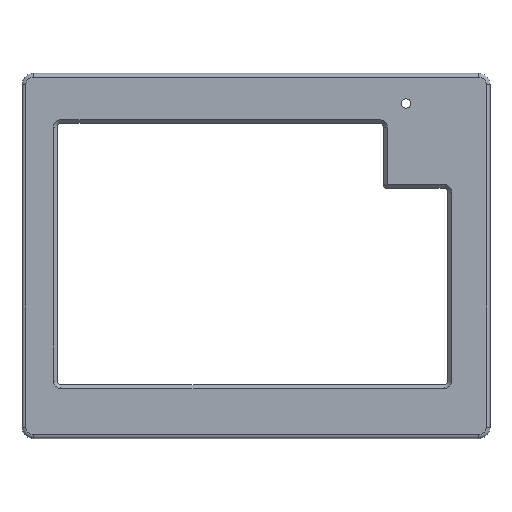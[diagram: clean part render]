
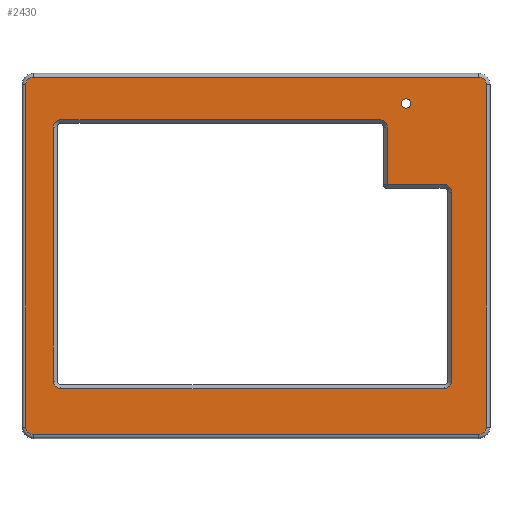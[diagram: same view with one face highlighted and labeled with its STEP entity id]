
A CAD part, top view. The second image highlights one B-rep face of the part: STEP entity #2430.
In plain terms, the highlighted planar face has unit normal (0, 0, 1).
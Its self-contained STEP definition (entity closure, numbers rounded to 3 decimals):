
#36=FACE_BOUND('',#307,.T.);
#37=FACE_BOUND('',#308,.T.);
#57=PLANE('',#2654);
#152=FACE_OUTER_BOUND('',#306,.T.);
#306=EDGE_LOOP('',(#1823,#1824,#1825,#1826,#1827,#1828,#1829,#1830));
#307=EDGE_LOOP('',(#1831));
#308=EDGE_LOOP('',(#1832,#1833,#1834,#1835,#1836,#1837,#1838,#1839,#1840,
#1841,#1842));
#500=LINE('',#3818,#743);
#501=LINE('',#3824,#744);
#503=LINE('',#3838,#746);
#520=LINE('',#3897,#763);
#522=LINE('',#3906,#765);
#523=LINE('',#3910,#766);
#524=LINE('',#3914,#767);
#525=LINE('',#3916,#768);
#526=LINE('',#3920,#769);
#527=LINE('',#3923,#770);
#743=VECTOR('',#3019,10.);
#744=VECTOR('',#3024,10.);
#746=VECTOR('',#3044,10.);
#763=VECTOR('',#3095,10.);
#765=VECTOR('',#3103,10.);
#766=VECTOR('',#3106,10.);
#767=VECTOR('',#3109,10.);
#768=VECTOR('',#3110,10.);
#769=VECTOR('',#3113,10.);
#770=VECTOR('',#3116,10.);
#961=CIRCLE('',#2618,2.);
#965=CIRCLE('',#2623,2.);
#971=CIRCLE('',#2632,2.);
#973=CIRCLE('',#2635,2.);
#987=CIRCLE('',#2655,1.25);
#988=CIRCLE('',#2656,2.);
#989=CIRCLE('',#2657,2.);
#990=CIRCLE('',#2658,2.);
#991=CIRCLE('',#2659,2.);
#992=CIRCLE('',#2660,2.);
#1127=VERTEX_POINT('',#3796);
#1130=VERTEX_POINT('',#3801);
#1131=VERTEX_POINT('',#3805);
#1134=VERTEX_POINT('',#3810);
#1135=VERTEX_POINT('',#3814);
#1138=VERTEX_POINT('',#3821);
#1139=VERTEX_POINT('',#3823);
#1141=VERTEX_POINT('',#3829);
#1168=VERTEX_POINT('',#3900);
#1169=VERTEX_POINT('',#3902);
#1170=VERTEX_POINT('',#3903);
#1171=VERTEX_POINT('',#3905);
#1172=VERTEX_POINT('',#3907);
#1173=VERTEX_POINT('',#3909);
#1174=VERTEX_POINT('',#3911);
#1175=VERTEX_POINT('',#3913);
#1176=VERTEX_POINT('',#3915);
#1177=VERTEX_POINT('',#3917);
#1178=VERTEX_POINT('',#3919);
#1179=VERTEX_POINT('',#3921);
#1376=EDGE_CURVE('',#1130,#1127,#961,.T.);
#1380=EDGE_CURVE('',#1134,#1131,#965,.T.);
#1383=EDGE_CURVE('',#1131,#1135,#500,.T.);
#1385=EDGE_CURVE('',#1138,#1139,#501,.T.);
#1390=EDGE_CURVE('',#1139,#1141,#971,.T.);
#1392=EDGE_CURVE('',#1135,#1138,#973,.T.);
#1393=EDGE_CURVE('',#1141,#1130,#503,.T.);
#1423=EDGE_CURVE('',#1127,#1134,#520,.T.);
#1425=EDGE_CURVE('',#1168,#1168,#987,.F.);
#1426=EDGE_CURVE('',#1169,#1170,#988,.T.);
#1427=EDGE_CURVE('',#1171,#1169,#522,.T.);
#1428=EDGE_CURVE('',#1172,#1171,#989,.T.);
#1429=EDGE_CURVE('',#1173,#1172,#523,.T.);
#1430=EDGE_CURVE('',#1174,#1173,#990,.T.);
#1431=EDGE_CURVE('',#1175,#1174,#524,.T.);
#1432=EDGE_CURVE('',#1176,#1175,#525,.T.);
#1433=EDGE_CURVE('',#1177,#1176,#991,.T.);
#1434=EDGE_CURVE('',#1178,#1177,#526,.T.);
#1435=EDGE_CURVE('',#1179,#1178,#992,.T.);
#1436=EDGE_CURVE('',#1170,#1179,#527,.T.);
#1823=ORIENTED_EDGE('',*,*,#1376,.F.);
#1824=ORIENTED_EDGE('',*,*,#1393,.F.);
#1825=ORIENTED_EDGE('',*,*,#1390,.F.);
#1826=ORIENTED_EDGE('',*,*,#1385,.F.);
#1827=ORIENTED_EDGE('',*,*,#1392,.F.);
#1828=ORIENTED_EDGE('',*,*,#1383,.F.);
#1829=ORIENTED_EDGE('',*,*,#1380,.F.);
#1830=ORIENTED_EDGE('',*,*,#1423,.F.);
#1831=ORIENTED_EDGE('',*,*,#1425,.T.);
#1832=ORIENTED_EDGE('',*,*,#1426,.F.);
#1833=ORIENTED_EDGE('',*,*,#1427,.F.);
#1834=ORIENTED_EDGE('',*,*,#1428,.F.);
#1835=ORIENTED_EDGE('',*,*,#1429,.F.);
#1836=ORIENTED_EDGE('',*,*,#1430,.F.);
#1837=ORIENTED_EDGE('',*,*,#1431,.F.);
#1838=ORIENTED_EDGE('',*,*,#1432,.F.);
#1839=ORIENTED_EDGE('',*,*,#1433,.F.);
#1840=ORIENTED_EDGE('',*,*,#1434,.F.);
#1841=ORIENTED_EDGE('',*,*,#1435,.F.);
#1842=ORIENTED_EDGE('',*,*,#1436,.F.);
#2430=ADVANCED_FACE('',(#152,#36,#37),#57,.T.);
#2618=AXIS2_PLACEMENT_3D('',#3803,#3002,#3003);
#2623=AXIS2_PLACEMENT_3D('',#3812,#3012,#3013);
#2632=AXIS2_PLACEMENT_3D('',#3833,#3034,#3035);
#2635=AXIS2_PLACEMENT_3D('',#3836,#3040,#3041);
#2654=AXIS2_PLACEMENT_3D('',#3899,#3097,#3098);
#2655=AXIS2_PLACEMENT_3D('',#3901,#3099,#3100);
#2656=AXIS2_PLACEMENT_3D('',#3904,#3101,#3102);
#2657=AXIS2_PLACEMENT_3D('',#3908,#3104,#3105);
#2658=AXIS2_PLACEMENT_3D('',#3912,#3107,#3108);
#2659=AXIS2_PLACEMENT_3D('',#3918,#3111,#3112);
#2660=AXIS2_PLACEMENT_3D('',#3922,#3114,#3115);
#3002=DIRECTION('center_axis',(0.,0.,-1.));
#3003=DIRECTION('ref_axis',(0.357,0.934,0.));
#3012=DIRECTION('center_axis',(0.,0.,-1.));
#3013=DIRECTION('ref_axis',(0.357,-0.934,0.));
#3019=DIRECTION('',(-1.,0.,0.));
#3024=DIRECTION('',(0.,1.,0.));
#3034=DIRECTION('center_axis',(0.,0.,-1.));
#3035=DIRECTION('ref_axis',(-0.707,0.707,0.));
#3040=DIRECTION('center_axis',(0.,0.,-1.));
#3041=DIRECTION('ref_axis',(-0.707,-0.707,0.));
#3044=DIRECTION('',(1.,0.,0.));
#3095=DIRECTION('',(0.,-1.,0.));
#3097=DIRECTION('center_axis',(0.,0.,1.));
#3098=DIRECTION('ref_axis',(0.,-1.,0.));
#3099=DIRECTION('center_axis',(0.,0.,1.));
#3100=DIRECTION('ref_axis',(-1.,0.,0.));
#3101=DIRECTION('center_axis',(0.,0.,1.));
#3102=DIRECTION('ref_axis',(-0.707,-0.707,0.));
#3103=DIRECTION('',(0.,-1.,0.));
#3104=DIRECTION('center_axis',(0.,0.,1.));
#3105=DIRECTION('ref_axis',(-0.707,0.707,0.));
#3106=DIRECTION('',(-1.,0.,0.));
#3107=DIRECTION('center_axis',(0.,0.,1.));
#3108=DIRECTION('ref_axis',(0.707,0.707,0.));
#3109=DIRECTION('',(0.,1.,0.));
#3110=DIRECTION('',(-1.,0.,0.));
#3111=DIRECTION('center_axis',(0.,0.,1.));
#3112=DIRECTION('ref_axis',(0.707,0.707,0.));
#3113=DIRECTION('',(0.,1.,0.));
#3114=DIRECTION('center_axis',(0.,0.,1.));
#3115=DIRECTION('ref_axis',(0.707,-0.707,0.));
#3116=DIRECTION('',(1.,0.,0.));
#3796=CARTESIAN_POINT('',(214.3,-82.9,10.3));
#3801=CARTESIAN_POINT('',(212.3,-80.9,10.3));
#3803=CARTESIAN_POINT('Origin',(212.3,-82.9,10.3));
#3805=CARTESIAN_POINT('',(212.3,-175.1,10.3));
#3810=CARTESIAN_POINT('',(214.3,-173.1,10.3));
#3812=CARTESIAN_POINT('Origin',(212.3,-173.1,10.3));
#3814=CARTESIAN_POINT('',(95.,-175.1,10.3));
#3818=CARTESIAN_POINT('',(153.5,-175.1,10.3));
#3821=CARTESIAN_POINT('',(93.,-173.1,10.3));
#3823=CARTESIAN_POINT('',(93.,-82.9,10.3));
#3824=CARTESIAN_POINT('',(93.,-128.,10.3));
#3829=CARTESIAN_POINT('',(95.,-80.9,10.3));
#3833=CARTESIAN_POINT('Origin',(95.,-82.9,10.3));
#3836=CARTESIAN_POINT('Origin',(95.,-173.1,10.3));
#3838=CARTESIAN_POINT('',(153.5,-80.9,10.3));
#3897=CARTESIAN_POINT('',(214.3,-128.,10.3));
#3899=CARTESIAN_POINT('Origin',(153.5,-128.,10.3));
#3900=CARTESIAN_POINT('',(194.435,-87.836,10.3));
#3901=CARTESIAN_POINT('Origin',(193.185,-87.836,10.3));
#3902=CARTESIAN_POINT('',(100.265,-160.98,10.3));
#3903=CARTESIAN_POINT('',(102.265,-162.98,10.3));
#3904=CARTESIAN_POINT('Origin',(102.265,-160.98,10.3));
#3905=CARTESIAN_POINT('',(100.265,-94.08,10.3));
#3906=CARTESIAN_POINT('',(100.265,-144.5,10.3));
#3907=CARTESIAN_POINT('',(102.265,-92.08,10.3));
#3908=CARTESIAN_POINT('Origin',(102.265,-94.08,10.3));
#3909=CARTESIAN_POINT('',(186.215,-92.08,10.3));
#3910=CARTESIAN_POINT('',(128.,-92.08,10.3));
#3911=CARTESIAN_POINT('',(188.215,-94.08,10.3));
#3912=CARTESIAN_POINT('Origin',(186.215,-94.08,10.3));
#3913=CARTESIAN_POINT('',(188.215,-109.154,10.3));
#3914=CARTESIAN_POINT('',(188.215,-114.62,10.3));
#3915=CARTESIAN_POINT('',(203.2,-109.154,10.3));
#3916=CARTESIAN_POINT('',(178.607,-109.154,10.3));
#3917=CARTESIAN_POINT('',(205.2,-111.154,10.3));
#3918=CARTESIAN_POINT('Origin',(203.2,-111.154,10.3));
#3919=CARTESIAN_POINT('',(205.2,-160.98,10.3));
#3920=CARTESIAN_POINT('',(205.2,-110.513,10.3));
#3921=CARTESIAN_POINT('',(203.2,-162.98,10.3));
#3922=CARTESIAN_POINT('Origin',(203.2,-160.98,10.3));
#3923=CARTESIAN_POINT('',(178.25,-162.98,10.3));
